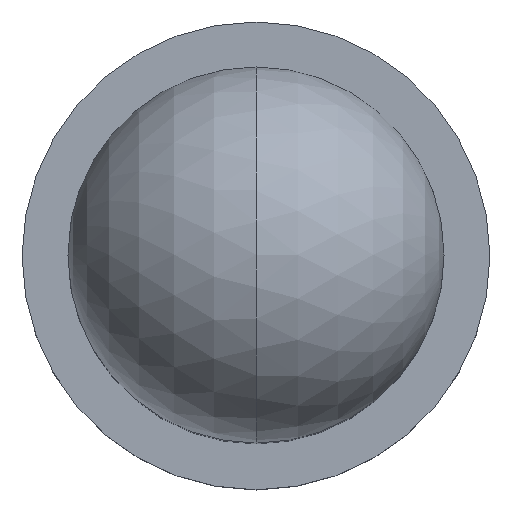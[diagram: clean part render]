
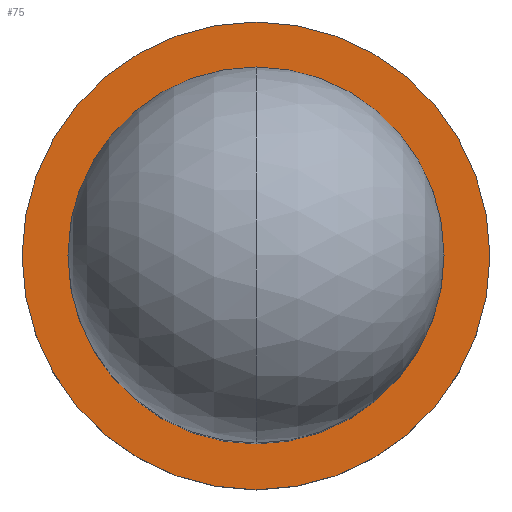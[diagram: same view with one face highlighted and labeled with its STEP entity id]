
A CAD part, top view. The second image highlights one B-rep face of the part: STEP entity #75.
In plain terms, the highlighted planar face has unit normal (0, 0, 1).
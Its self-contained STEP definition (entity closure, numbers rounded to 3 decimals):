
#4 = VERTEX_POINT ( 'NONE', #229 ) ;
#7 = EDGE_CURVE ( 'NONE', #8, #4, #194, .T. ) ;
#8 = VERTEX_POINT ( 'NONE', #259 ) ;
#58 = EDGE_CURVE ( 'NONE', #59, #60, #228, .T. ) ;
#59 = VERTEX_POINT ( 'NONE', #223 ) ;
#60 = VERTEX_POINT ( 'NONE', #222 ) ;
#75 = ADVANCED_FACE ( 'NONE', ( #410, #409 ), #372, .T. ) ;
#76 = EDGE_LOOP ( 'NONE', ( #77, #78 ) ) ;
#77 = ORIENTED_EDGE ( 'NONE', *, *, #7, .T. ) ;
#78 = ORIENTED_EDGE ( 'NONE', *, *, #79, .T. ) ;
#79 = EDGE_CURVE ( 'NONE', #4, #8, #310, .T. ) ;
#80 = EDGE_LOOP ( 'NONE', ( #81, #94 ) ) ;
#81 = ORIENTED_EDGE ( 'NONE', *, *, #58, .F. ) ;
#94 = ORIENTED_EDGE ( 'NONE', *, *, #106, .F. ) ;
#106 = EDGE_CURVE ( 'NONE', #60, #59, #338, .T. ) ;
#194 = CIRCLE ( 'NONE', #235, 2.05 ) ;
#222 = CARTESIAN_POINT ( 'NONE',  ( 2.55, 0., 1. ) ) ;
#223 = CARTESIAN_POINT ( 'NONE',  ( -2.55, 0., 1. ) ) ;
#224 = DIRECTION ( 'NONE',  ( -1., 0., 0. ) ) ;
#225 = DIRECTION ( 'NONE',  ( 0., 0., -1. ) ) ;
#226 = CARTESIAN_POINT ( 'NONE',  ( 0., 0., 1. ) ) ;
#227 = AXIS2_PLACEMENT_3D ( 'NONE', #226, #225, #224 ) ;
#228 = CIRCLE ( 'NONE', #227, 2.55 ) ;
#229 = CARTESIAN_POINT ( 'NONE',  ( 2.05, 0., 1. ) ) ;
#232 = DIRECTION ( 'NONE',  ( -1., 0., 0. ) ) ;
#233 = DIRECTION ( 'NONE',  ( 0., 0., -1. ) ) ;
#234 = CARTESIAN_POINT ( 'NONE',  ( 0., 0., 1. ) ) ;
#235 = AXIS2_PLACEMENT_3D ( 'NONE', #234, #233, #232 ) ;
#259 = CARTESIAN_POINT ( 'NONE',  ( -2.05, 0., 1. ) ) ;
#306 = DIRECTION ( 'NONE',  ( -1., 0., 0. ) ) ;
#307 = DIRECTION ( 'NONE',  ( 0., 0., -1. ) ) ;
#308 = CARTESIAN_POINT ( 'NONE',  ( 0., 0., 1. ) ) ;
#309 = AXIS2_PLACEMENT_3D ( 'NONE', #308, #307, #306 ) ;
#310 = CIRCLE ( 'NONE', #309, 2.05 ) ;
#329 = DIRECTION ( 'NONE',  ( -1., 0., 0. ) ) ;
#330 = DIRECTION ( 'NONE',  ( 0., 0., -1. ) ) ;
#331 = CARTESIAN_POINT ( 'NONE',  ( 0., 0., 1. ) ) ;
#332 = AXIS2_PLACEMENT_3D ( 'NONE', #331, #330, #329 ) ;
#338 = CIRCLE ( 'NONE', #332, 2.55 ) ;
#368 = DIRECTION ( 'NONE',  ( 1., 0., 0. ) ) ;
#369 = DIRECTION ( 'NONE',  ( 0., 0., 1. ) ) ;
#370 = CARTESIAN_POINT ( 'NONE',  ( 0., 2.55, 1. ) ) ;
#371 = AXIS2_PLACEMENT_3D ( 'NONE', #370, #369, #368 ) ;
#372 = PLANE ( 'NONE',  #371 ) ;
#409 = FACE_OUTER_BOUND ( 'NONE', #80, .T. ) ;
#410 = FACE_BOUND ( 'NONE', #76, .T. ) ;
